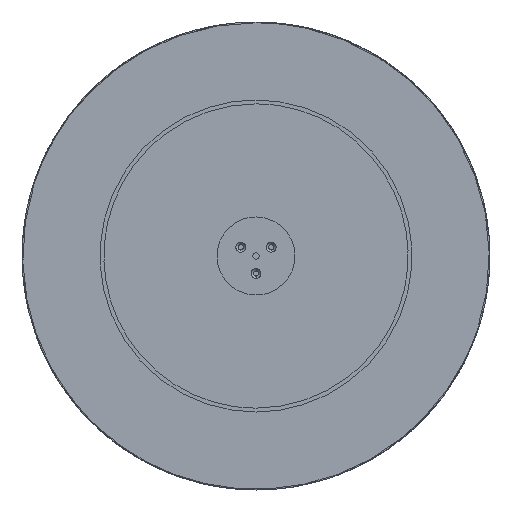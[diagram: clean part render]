
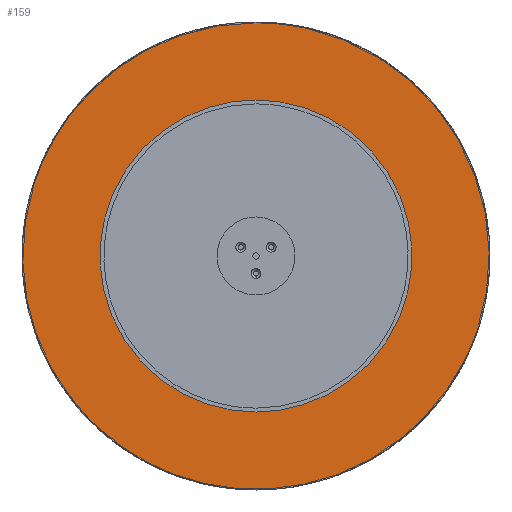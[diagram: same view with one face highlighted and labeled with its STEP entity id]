
A CAD part, front view. The second image highlights one B-rep face of the part: STEP entity #159.
In plain terms, the highlighted planar face has unit normal (0, -1, 0).
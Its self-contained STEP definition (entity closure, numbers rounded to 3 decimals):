
#159=ADVANCED_FACE('',(#285),#1920,.T.);
#285=FACE_OUTER_BOUND('',#415,.T.);
#415=EDGE_LOOP('',(#694,#695,#696));
#694=ORIENTED_EDGE('',*,*,#1218,.T.);
#695=ORIENTED_EDGE('',*,*,#1217,.T.);
#696=ORIENTED_EDGE('',*,*,#1216,.T.);
#1216=EDGE_CURVE('',#1780,#1781,#1480,.T.);
#1217=EDGE_CURVE('',#1782,#1780,#1481,.T.);
#1218=EDGE_CURVE('',#1781,#1782,#1482,.T.);
#1480=(
BOUNDED_CURVE()
B_SPLINE_CURVE(2,(#2816,#2817,#2818,#2819,#2820),.UNSPECIFIED.,.F.,.F.)
B_SPLINE_CURVE_WITH_KNOTS((3,2,3),(0.,281.801,563.602),
 .UNSPECIFIED.)
CURVE()
GEOMETRIC_REPRESENTATION_ITEM()
RATIONAL_B_SPLINE_CURVE((1.,0.891,1.,0.891,1.))
REPRESENTATION_ITEM('')
);
#1481=(
BOUNDED_CURVE()
B_SPLINE_CURVE(2,(#2821,#2822,#2823,#2824,#2825),.UNSPECIFIED.,.F.,.F.)
B_SPLINE_CURVE_WITH_KNOTS((3,2,3),(0.,469.668,939.336),
 .UNSPECIFIED.)
CURVE()
GEOMETRIC_REPRESENTATION_ITEM()
RATIONAL_B_SPLINE_CURVE((1.,0.707,1.,0.707,1.))
REPRESENTATION_ITEM('')
);
#1482=(
BOUNDED_CURVE()
B_SPLINE_CURVE(2,(#2826,#2827,#2828),.UNSPECIFIED.,.F.,.F.)
B_SPLINE_CURVE_WITH_KNOTS((3,3),(0.,375.734),.UNSPECIFIED.)
CURVE()
GEOMETRIC_REPRESENTATION_ITEM()
RATIONAL_B_SPLINE_CURVE((1.,0.809,1.))
REPRESENTATION_ITEM('')
);
#1780=VERTEX_POINT('',#2778);
#1781=VERTEX_POINT('',#2779);
#1782=VERTEX_POINT('',#2780);
#1920=PLANE('',#2066);
#2066=AXIS2_PLACEMENT_3D('',#2698,#2085,$);
#2085=DIRECTION('',(0.,-1.,0.));
#2698=CARTESIAN_POINT('',(-299.,301.,-299.));
#2778=CARTESIAN_POINT('',(284.366,301.,-92.396));
#2779=CARTESIAN_POINT('',(0.,301.,299.));
#2780=CARTESIAN_POINT('',(-284.366,301.,92.396));
#2816=CARTESIAN_POINT('',(284.366,301.,-92.396));
#2817=CARTESIAN_POINT('',(331.444,301.,52.496));
#2818=CARTESIAN_POINT('',(241.896,301.,175.748));
#2819=CARTESIAN_POINT('',(152.348,301.,299.));
#2820=CARTESIAN_POINT('',(0.,301.,299.));
#2821=CARTESIAN_POINT('',(-284.366,301.,92.396));
#2822=CARTESIAN_POINT('',(-376.762,301.,-191.97));
#2823=CARTESIAN_POINT('',(-92.396,301.,-284.366));
#2824=CARTESIAN_POINT('',(191.97,301.,-376.762));
#2825=CARTESIAN_POINT('',(284.366,301.,-92.396));
#2826=CARTESIAN_POINT('',(0.,301.,299.));
#2827=CARTESIAN_POINT('',(-217.236,301.,299.));
#2828=CARTESIAN_POINT('',(-284.366,301.,92.396));
